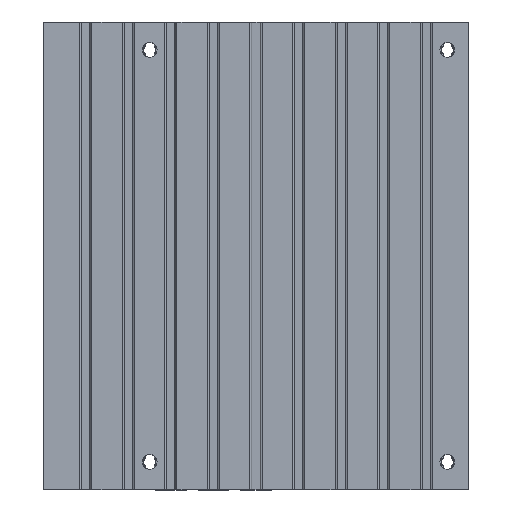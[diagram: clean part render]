
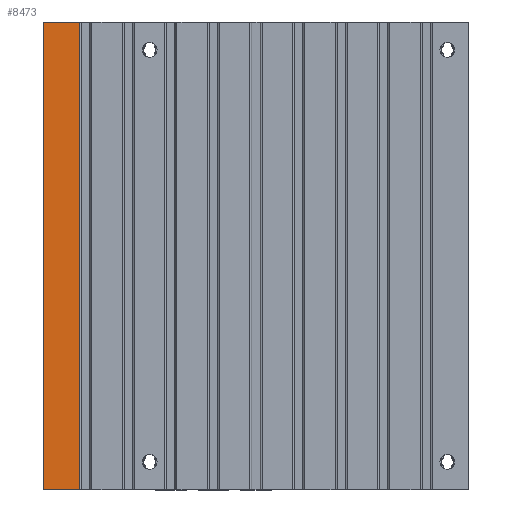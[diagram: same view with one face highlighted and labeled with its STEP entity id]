
A CAD part, top view. The second image highlights one B-rep face of the part: STEP entity #8473.
In plain terms, the highlighted planar face has unit normal (0, 0, 1).
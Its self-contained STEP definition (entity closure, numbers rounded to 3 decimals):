
#322 = EDGE_CURVE ( 'NONE', #16061, #2222, #2617, .T. ) ;
#349 = CARTESIAN_POINT ( 'NONE',  ( -200., 2002.65, 14. ) ) ;
#1550 = ORIENTED_EDGE ( 'NONE', *, *, #10767, .F. ) ;
#1565 = VERTEX_POINT ( 'NONE', #5128 ) ;
#2222 = VERTEX_POINT ( 'NONE', #3652 ) ;
#2369 = PLANE ( 'NONE',  #5510 ) ;
#2454 = DIRECTION ( 'NONE',  ( 0., 1., 0. ) ) ;
#2617 = LINE ( 'NONE', #11240, #14303 ) ;
#3444 = VECTOR ( 'NONE', #15375, 1000. ) ;
#3652 = CARTESIAN_POINT ( 'NONE',  ( -200., 2002.65, 14. ) ) ;
#4449 = DIRECTION ( 'NONE',  ( 0., 1., 0. ) ) ;
#5128 = CARTESIAN_POINT ( 'NONE',  ( -165.65, 2002.65, 14. ) ) ;
#5450 = ORIENTED_EDGE ( 'NONE', *, *, #322, .F. ) ;
#5510 = AXIS2_PLACEMENT_3D ( 'NONE', #7474, #15015, #14929 ) ;
#6486 = EDGE_LOOP ( 'NONE', ( #5450, #9589, #15127, #1550 ) ) ;
#6544 = DIRECTION ( 'NONE',  ( 1., 0., 0. ) ) ;
#6992 = CARTESIAN_POINT ( 'NONE',  ( -165.65, -2000., 14. ) ) ;
#7393 = FACE_OUTER_BOUND ( 'NONE', #6486, .T. ) ;
#7474 = CARTESIAN_POINT ( 'NONE',  ( -182.825, -2000., 14. ) ) ;
#8473 = ADVANCED_FACE ( 'NONE', ( #7393 ), #2369, .T. ) ;
#8732 = EDGE_CURVE ( 'NONE', #16061, #9108, #9318, .T. ) ;
#9108 = VERTEX_POINT ( 'NONE', #16107 ) ;
#9318 = LINE ( 'NONE', #11621, #9662 ) ;
#9589 = ORIENTED_EDGE ( 'NONE', *, *, #8732, .T. ) ;
#9662 = VECTOR ( 'NONE', #6544, 1000. ) ;
#10502 = CARTESIAN_POINT ( 'NONE',  ( -200., 1562.65, 14. ) ) ;
#10767 = EDGE_CURVE ( 'NONE', #2222, #1565, #16217, .T. ) ;
#11240 = CARTESIAN_POINT ( 'NONE',  ( -200., -2000., 14. ) ) ;
#11621 = CARTESIAN_POINT ( 'NONE',  ( -182.825, 1562.65, 14. ) ) ;
#11738 = LINE ( 'NONE', #6992, #14746 ) ;
#13310 = EDGE_CURVE ( 'NONE', #9108, #1565, #11738, .T. ) ;
#14303 = VECTOR ( 'NONE', #2454, 1000. ) ;
#14746 = VECTOR ( 'NONE', #4449, 1000. ) ;
#14929 = DIRECTION ( 'NONE',  ( 1., 0., 0. ) ) ;
#15015 = DIRECTION ( 'NONE',  ( 0., 0., 1. ) ) ;
#15127 = ORIENTED_EDGE ( 'NONE', *, *, #13310, .T. ) ;
#15375 = DIRECTION ( 'NONE',  ( 1., 0., 0. ) ) ;
#16061 = VERTEX_POINT ( 'NONE', #10502 ) ;
#16107 = CARTESIAN_POINT ( 'NONE',  ( -165.65, 1562.65, 14. ) ) ;
#16217 = LINE ( 'NONE', #349, #3444 ) ;
